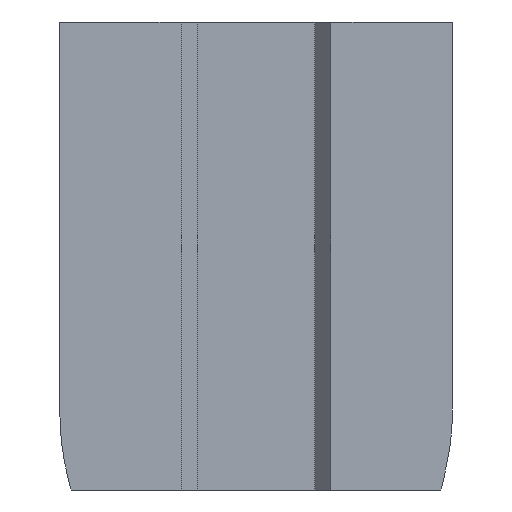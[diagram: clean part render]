
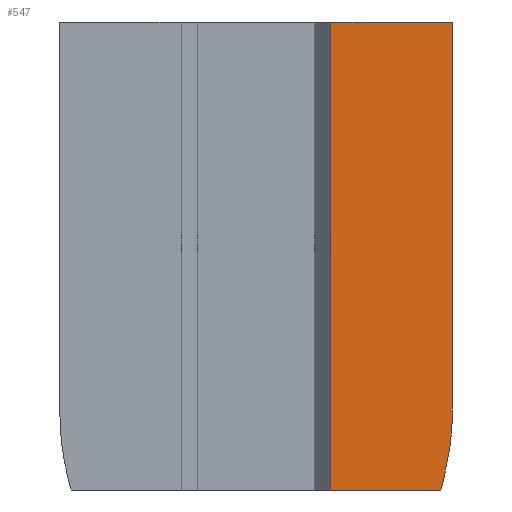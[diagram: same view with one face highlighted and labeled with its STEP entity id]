
A CAD part, front view. The second image highlights one B-rep face of the part: STEP entity #547.
In plain terms, the highlighted planar face has unit normal (0, -1, 0).
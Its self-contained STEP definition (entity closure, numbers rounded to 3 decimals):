
#75 = CARTESIAN_POINT ( 'NONE',  ( 2.985, 11.636, -50. ) ) ;
#121 = VECTOR ( 'NONE', #298, 1000. ) ;
#128 = LINE ( 'NONE', #75, #207 ) ;
#143 = VERTEX_POINT ( 'NONE', #758 ) ;
#153 = CARTESIAN_POINT ( 'NONE',  ( 12.985, 11.636, -41.121 ) ) ;
#188 = CARTESIAN_POINT ( 'NONE',  ( 17.359, 11.636, -28.684 ) ) ;
#207 = VECTOR ( 'NONE', #832, 1000. ) ;
#217 = CARTESIAN_POINT ( 'NONE',  ( 12.334, 11.636, -47.77 ) ) ;
#243 = LINE ( 'NONE', #729, #859 ) ;
#262 = VECTOR ( 'NONE', #756, 1000. ) ;
#277 = FACE_OUTER_BOUND ( 'NONE', #592, .T. ) ;
#289 = CARTESIAN_POINT ( 'NONE',  ( -0.015, 11.636, 0. ) ) ;
#291 = ORIENTED_EDGE ( 'NONE', *, *, #381, .T. ) ;
#294 = VERTEX_POINT ( 'NONE', #437 ) ;
#298 = DIRECTION ( 'NONE',  ( 0., 0., -1. ) ) ;
#304 = VERTEX_POINT ( 'NONE', #864 ) ;
#351 = EDGE_CURVE ( 'NONE', #379, #294, #648, .T. ) ;
#353 = ORIENTED_EDGE ( 'NONE', *, *, #449, .T. ) ;
#363 = PLANE ( 'NONE',  #490 ) ;
#376 = DIRECTION ( 'NONE',  ( 0.255, 0., 0.967 ) ) ;
#378 = CARTESIAN_POINT ( 'NONE',  ( 12.985, 11.636, -42.46 ) ) ;
#379 = VERTEX_POINT ( 'NONE', #795 ) ;
#381 = EDGE_CURVE ( 'NONE', #304, #647, #578, .T. ) ;
#385 = DIRECTION ( 'NONE',  ( 0., 0., -1. ) ) ;
#400 = LINE ( 'NONE', #621, #262 ) ;
#402 = CARTESIAN_POINT ( 'NONE',  ( 12.985, 11.636, 0. ) ) ;
#416 = DIRECTION ( 'NONE',  ( -1., 0., 0. ) ) ;
#421 = VERTEX_POINT ( 'NONE', #402 ) ;
#437 = CARTESIAN_POINT ( 'NONE',  ( -0.015, 11.636, -50. ) ) ;
#444 = CARTESIAN_POINT ( 'NONE',  ( 11.994, 11.636, -49.064 ) ) ;
#449 = EDGE_CURVE ( 'NONE', #294, #143, #128, .T. ) ;
#490 = AXIS2_PLACEMENT_3D ( 'NONE', #562, #636, #416 ) ;
#493 = CARTESIAN_POINT ( 'NONE',  ( 12.58, 11.636, -46.452 ) ) ;
#547 = ADVANCED_FACE ( 'NONE', ( #277 ), #363, .F. ) ;
#561 = ORIENTED_EDGE ( 'NONE', *, *, #351, .T. ) ;
#562 = CARTESIAN_POINT ( 'NONE',  ( -0.015, 11.636, 0. ) ) ;
#578 = B_SPLINE_CURVE_WITH_KNOTS ( 'NONE', 3,
 ( #444, #217, #493, #730, #378, #153 ),
 .UNSPECIFIED., .F., .F.,
 ( 4, 2, 4 ),
 ( 0., 0.004, 0.008 ),
 .UNSPECIFIED. ) ;
#592 = EDGE_LOOP ( 'NONE', ( #665, #643, #561, #353, #658, #291 ) ) ;
#621 = CARTESIAN_POINT ( 'NONE',  ( -0.015, 11.636, 0. ) ) ;
#636 = DIRECTION ( 'NONE',  ( 0., 1., 0. ) ) ;
#643 = ORIENTED_EDGE ( 'NONE', *, *, #682, .F. ) ;
#647 = VERTEX_POINT ( 'NONE', #824 ) ;
#648 = LINE ( 'NONE', #289, #121 ) ;
#658 = ORIENTED_EDGE ( 'NONE', *, *, #803, .T. ) ;
#665 = ORIENTED_EDGE ( 'NONE', *, *, #708, .F. ) ;
#682 = EDGE_CURVE ( 'NONE', #379, #421, #400, .T. ) ;
#708 = EDGE_CURVE ( 'NONE', #421, #647, #243, .T. ) ;
#729 = CARTESIAN_POINT ( 'NONE',  ( 12.985, 11.636, 0. ) ) ;
#730 = CARTESIAN_POINT ( 'NONE',  ( 12.905, 11.636, -43.796 ) ) ;
#756 = DIRECTION ( 'NONE',  ( 1., 0., 0. ) ) ;
#758 = CARTESIAN_POINT ( 'NONE',  ( 11.747, 11.636, -50. ) ) ;
#763 = VECTOR ( 'NONE', #376, 1000. ) ;
#795 = CARTESIAN_POINT ( 'NONE',  ( -0.015, 11.636, 0. ) ) ;
#803 = EDGE_CURVE ( 'NONE', #143, #304, #879, .T. ) ;
#824 = CARTESIAN_POINT ( 'NONE',  ( 12.985, 11.636, -41.121 ) ) ;
#832 = DIRECTION ( 'NONE',  ( 1., 0., 0. ) ) ;
#859 = VECTOR ( 'NONE', #385, 1000. ) ;
#864 = CARTESIAN_POINT ( 'NONE',  ( 11.994, 11.636, -49.064 ) ) ;
#879 = LINE ( 'NONE', #188, #763 ) ;
